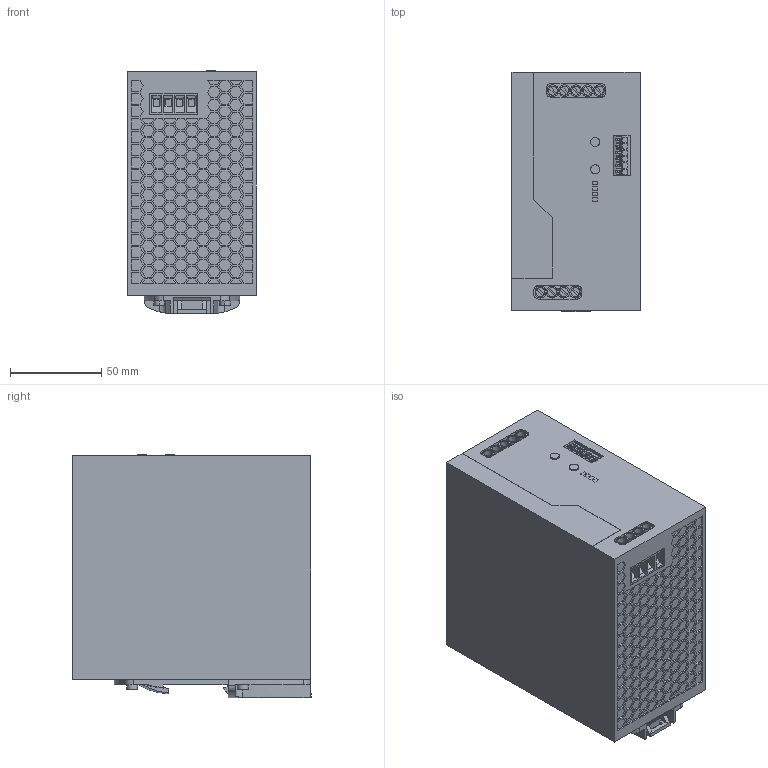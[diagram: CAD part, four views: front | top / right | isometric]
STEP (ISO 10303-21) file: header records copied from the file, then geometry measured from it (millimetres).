
FILE_DESCRIPTION(('Creo Elements/Direct Modeling STEP Export'),'2;1');
FILE_NAME('model.stp','2019-04-15T 8:09:27',(''),(''),'Creo Elements/Direct Modeling STEP processor for AP214 (Solid Model)','Creo Elements/Direct Modeling 20.1A 29-Sep-2018 (C) Parametric Technology GmbH','');
FILE_SCHEMA(('AUTOMOTIVE_DESIGN { 1 0 10303 214 1 1 1 1 }'));
Products named in the file (2): QUINT4_PS_3AC_24DC_20-select
Assembly tree (1 placements, depth 2):
  QUINT4_PS_3AC_24DC_20-select
    QUINT4_PS_3AC_24DC_20-select
Bounding box: 70 x 130.45 x 132.95 mm (x, y, z)
Volume: 1125272.8 mm3; surface area: 79262 mm2
Topology: 1 solids, 1 shells, 2854 faces, 7375 edges, 4907 vertices
Faces by surface type: plane 2693, cylinder 143, extrusion 12, bspline 6
Entity records: 94491 total; most frequent: CARTESIAN_POINT 16340, ORIENTED_EDGE 14750, DIRECTION 13252, EDGE_CURVE 7375, VECTOR 7002, LINE 6990, VERTEX_POINT 4907, EDGE_LOOP 3240
